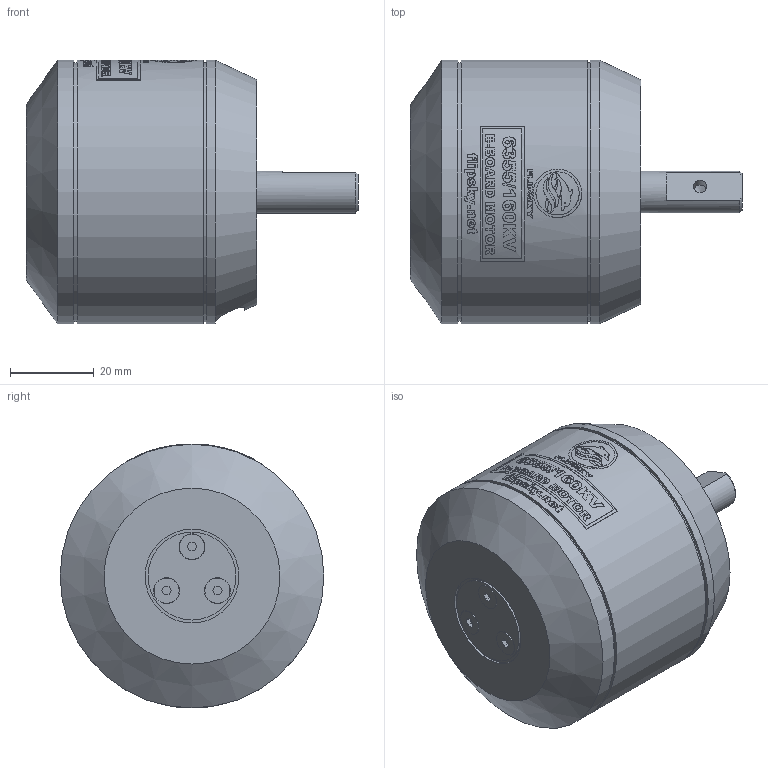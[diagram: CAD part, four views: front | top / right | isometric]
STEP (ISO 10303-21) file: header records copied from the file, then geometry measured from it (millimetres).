
FILE_DESCRIPTION(/* description */ (''),/* implementation_level */ '2;1');
FILE_NAME(/* name */ '6355 motor.stp',/* time_stamp */ '2020-11-27T18:29:01+03:00',/* author */ ('cvetk'),/* organization */ (''),/* preprocessor_version */ 'ST-DEVELOPER v18',/* originating_system */ 'Autodesk Inventor 2020',/* authorisation */ '');
FILE_SCHEMA (('AUTOMOTIVE_DESIGN { 1 0 10303 214 3 1 1 }'));
Length unit declared in the file: millimetre
Products named in the file (7): 6355 motor; Корпус мотора; DIN 7991 - M3x10; BS 290 SKF - SKF 6000-2Z; motor shaft; Кольцо A10 ГОСТ 
13942-86; SEAL
Assembly tree (8 placements, depth 2):
  6355 motor
    Корпус мотора
    DIN 7991 - M3x10  x3
    BS 290 SKF - SKF 6000-2Z
    motor shaft
    Кольцо A10 ГОСТ 
13942-86
    SEAL
Bounding box: 79.3 x 63 x 63.05 mm (x, y, z)
Volume: 158190.5 mm3; surface area: 22820.6 mm2
Topology: 8 solids, 8 shells, 740 faces, 1990 edges, 1343 vertices
Faces by surface type: plane 355, bspline 186, cylinder 154, torus 21, cone 18, sphere 6
Full cylindrical faces by diameter (mm): 0.292 x1, 1.5 x2, 3 x6, 3.2 x1, 4 x4, 6 x3, 9 x1, 10 x3, 10.312 x1, 11.561 x1, 15 x1, 15.12 x2, 15.8 x1, 20 x1, 20.8 x1, 20.88 x2, 21 x1, 22.4 x1, 26 x2, 61.852 x1, 61.873 x1, 63 x3
Entity records: 30443 total; most frequent: CARTESIAN_POINT 12484, ORIENTED_EDGE 3818, DIRECTION 3096, EDGE_CURVE 1909, VERTEX_POINT 1297, AXIS2_PLACEMENT_3D 1161, EDGE_LOOP 820, LINE 774
